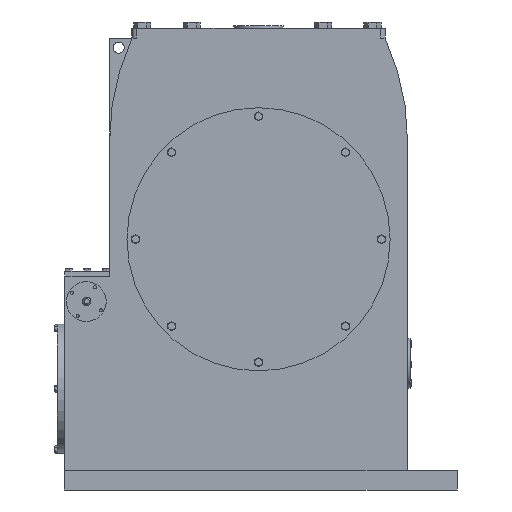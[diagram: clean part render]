
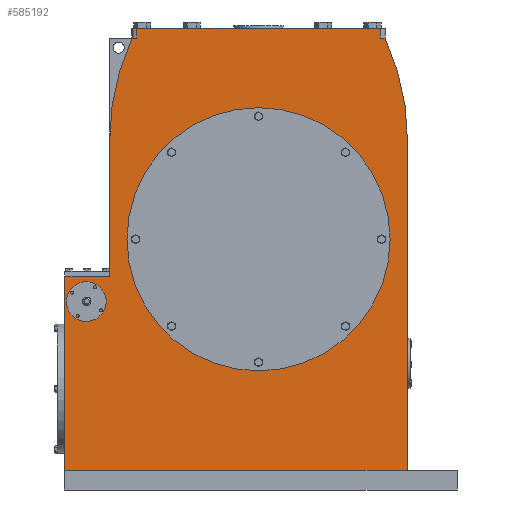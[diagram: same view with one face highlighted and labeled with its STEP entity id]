
A CAD part, left-side view. The second image highlights one B-rep face of the part: STEP entity #585192.
In plain terms, the highlighted planar face has unit normal (-1, 0, 0).
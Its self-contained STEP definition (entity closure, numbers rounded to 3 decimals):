
#584745 = VERTEX_POINT('',#584746);
#584746 = CARTESIAN_POINT('',(-150.,354.626,4.465));
#584763 = VERTEX_POINT('',#584764);
#584764 = CARTESIAN_POINT('',(-150.,444.626,4.465));
#584770 = EDGE_CURVE('',#584763,#584745,#584771,.T.);
#584771 = LINE('',#584772,#584773);
#584772 = CARTESIAN_POINT('',(-150.,444.626,4.465));
#584773 = VECTOR('',#584774,1.);
#584774 = DIRECTION('',(0.,-1.,0.));
#584928 = VERTEX_POINT('',#584929);
#584929 = CARTESIAN_POINT('',(-150.,429.15,-46.354));
#584934 = EDGE_CURVE('',#584928,#584928,#584935,.T.);
#584935 = CIRCLE('',#584936,28.5);
#584936 = AXIS2_PLACEMENT_3D('',#584937,#584938,#584939);
#584937 = CARTESIAN_POINT('',(-150.,400.65,-46.354));
#584938 = DIRECTION('',(1.,0.,0.));
#584939 = DIRECTION('',(0.,1.,0.));
#584951 = EDGE_CURVE('',#584745,#584952,#584954,.T.);
#584952 = VERTEX_POINT('',#584953);
#584953 = CARTESIAN_POINT('',(-150.,354.626,276.342));
#584954 = LINE('',#584955,#584956);
#584955 = CARTESIAN_POINT('',(-150.,354.626,4.465));
#584956 = VECTOR('',#584957,1.);
#584957 = DIRECTION('',(0.,0.,1.));
#585126 = VERTEX_POINT('',#585127);
#585127 = CARTESIAN_POINT('',(-150.,444.626,-386.354));
#585133 = EDGE_CURVE('',#584763,#585126,#585134,.T.);
#585134 = LINE('',#585135,#585136);
#585135 = CARTESIAN_POINT('',(-150.,444.626,4.465));
#585136 = VECTOR('',#585137,1.);
#585137 = DIRECTION('',(0.,0.,-1.));
#585192 = ADVANCED_FACE('',(#585193,#585270,#585281),#585284,.T.);
#585193 = FACE_BOUND('',#585194,.T.);
#585194 = EDGE_LOOP('',(#585195,#585203,#585211,#585220,#585228,#585236,
    #585244,#585252,#585260,#585267,#585268,#585269));
#585195 = ORIENTED_EDGE('',*,*,#585196,.T.);
#585196 = EDGE_CURVE('',#585126,#585197,#585199,.T.);
#585197 = VERTEX_POINT('',#585198);
#585198 = CARTESIAN_POINT('',(-150.,-245.374,-386.354));
#585199 = LINE('',#585200,#585201);
#585200 = CARTESIAN_POINT('',(-150.,444.626,-386.354));
#585201 = VECTOR('',#585202,1.);
#585202 = DIRECTION('',(0.,-1.,0.));
#585203 = ORIENTED_EDGE('',*,*,#585204,.T.);
#585204 = EDGE_CURVE('',#585197,#585205,#585207,.T.);
#585205 = VERTEX_POINT('',#585206);
#585206 = CARTESIAN_POINT('',(-150.,-245.374,276.342));
#585207 = LINE('',#585208,#585209);
#585208 = CARTESIAN_POINT('',(-150.,-245.374,-386.354));
#585209 = VECTOR('',#585210,1.);
#585210 = DIRECTION('',(0.,0.,1.));
#585211 = ORIENTED_EDGE('',*,*,#585212,.T.);
#585212 = EDGE_CURVE('',#585205,#585213,#585215,.T.);
#585213 = VERTEX_POINT('',#585214);
#585214 = CARTESIAN_POINT('',(-150.,-200.374,483.646));
#585215 = CIRCLE('',#585216,500.);
#585216 = AXIS2_PLACEMENT_3D('',#585217,#585218,#585219);
#585217 = CARTESIAN_POINT('',(-150.,254.626,276.342));
#585218 = DIRECTION('',(-1.,0.,0.));
#585219 = DIRECTION('',(0.,-1.,0.));
#585220 = ORIENTED_EDGE('',*,*,#585221,.F.);
#585221 = EDGE_CURVE('',#585222,#585213,#585224,.T.);
#585222 = VERTEX_POINT('',#585223);
#585223 = CARTESIAN_POINT('',(-150.,-190.374,483.646));
#585224 = LINE('',#585225,#585226);
#585225 = CARTESIAN_POINT('',(-150.,-190.374,483.646));
#585226 = VECTOR('',#585227,1.);
#585227 = DIRECTION('',(0.,-1.,0.));
#585228 = ORIENTED_EDGE('',*,*,#585229,.T.);
#585229 = EDGE_CURVE('',#585222,#585230,#585232,.T.);
#585230 = VERTEX_POINT('',#585231);
#585231 = CARTESIAN_POINT('',(-150.,-190.374,503.646));
#585232 = LINE('',#585233,#585234);
#585233 = CARTESIAN_POINT('',(-150.,-190.374,483.646));
#585234 = VECTOR('',#585235,1.);
#585235 = DIRECTION('',(0.,0.,1.));
#585236 = ORIENTED_EDGE('',*,*,#585237,.F.);
#585237 = EDGE_CURVE('',#585238,#585230,#585240,.T.);
#585238 = VERTEX_POINT('',#585239);
#585239 = CARTESIAN_POINT('',(-150.,299.626,503.646));
#585240 = LINE('',#585241,#585242);
#585241 = CARTESIAN_POINT('',(-150.,299.626,503.646));
#585242 = VECTOR('',#585243,1.);
#585243 = DIRECTION('',(0.,-1.,0.));
#585244 = ORIENTED_EDGE('',*,*,#585245,.F.);
#585245 = EDGE_CURVE('',#585246,#585238,#585248,.T.);
#585246 = VERTEX_POINT('',#585247);
#585247 = CARTESIAN_POINT('',(-150.,299.626,483.646));
#585248 = LINE('',#585249,#585250);
#585249 = CARTESIAN_POINT('',(-150.,299.626,483.646));
#585250 = VECTOR('',#585251,1.);
#585251 = DIRECTION('',(0.,0.,1.));
#585252 = ORIENTED_EDGE('',*,*,#585253,.F.);
#585253 = EDGE_CURVE('',#585254,#585246,#585256,.T.);
#585254 = VERTEX_POINT('',#585255);
#585255 = CARTESIAN_POINT('',(-150.,309.626,483.646));
#585256 = LINE('',#585257,#585258);
#585257 = CARTESIAN_POINT('',(-150.,309.626,483.646));
#585258 = VECTOR('',#585259,1.);
#585259 = DIRECTION('',(0.,-1.,0.));
#585260 = ORIENTED_EDGE('',*,*,#585261,.T.);
#585261 = EDGE_CURVE('',#585254,#584952,#585262,.T.);
#585262 = CIRCLE('',#585263,500.);
#585263 = AXIS2_PLACEMENT_3D('',#585264,#585265,#585266);
#585264 = CARTESIAN_POINT('',(-150.,-145.374,276.342));
#585265 = DIRECTION('',(-1.,0.,0.));
#585266 = DIRECTION('',(0.,0.91,0.415));
#585267 = ORIENTED_EDGE('',*,*,#584951,.F.);
#585268 = ORIENTED_EDGE('',*,*,#584770,.F.);
#585269 = ORIENTED_EDGE('',*,*,#585133,.T.);
#585270 = FACE_BOUND('',#585271,.T.);
#585271 = EDGE_LOOP('',(#585272));
#585272 = ORIENTED_EDGE('',*,*,#585273,.F.);
#585273 = EDGE_CURVE('',#585274,#585274,#585276,.T.);
#585274 = VERTEX_POINT('',#585275);
#585275 = CARTESIAN_POINT('',(-150.,-210.374,78.646));
#585276 = CIRCLE('',#585277,265.);
#585277 = AXIS2_PLACEMENT_3D('',#585278,#585279,#585280);
#585278 = CARTESIAN_POINT('',(-150.,54.626,78.646));
#585279 = DIRECTION('',(-1.,0.,0.));
#585280 = DIRECTION('',(0.,-1.,0.));
#585281 = FACE_BOUND('',#585282,.T.);
#585282 = EDGE_LOOP('',(#585283));
#585283 = ORIENTED_EDGE('',*,*,#584934,.T.);
#585284 = PLANE('',#585285);
#585285 = AXIS2_PLACEMENT_3D('',#585286,#585287,#585288);
#585286 = CARTESIAN_POINT('',(-150.,354.626,-186.354));
#585287 = DIRECTION('',(-1.,0.,0.));
#585288 = DIRECTION('',(0.,-1.,0.));
